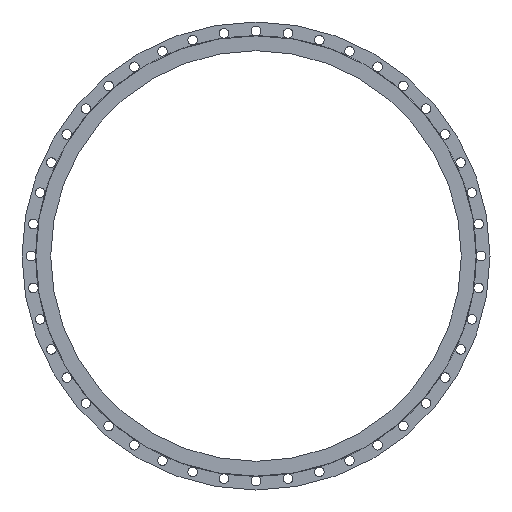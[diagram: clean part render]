
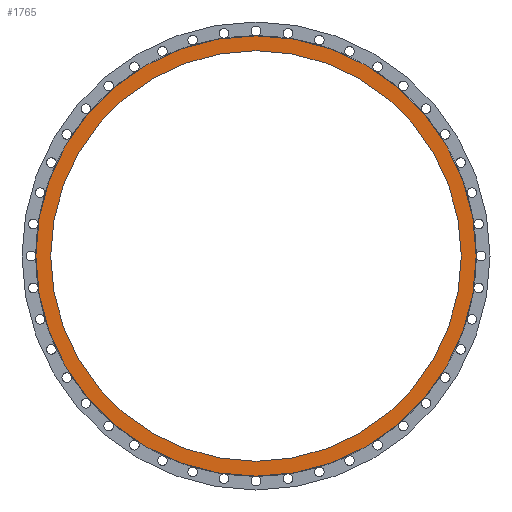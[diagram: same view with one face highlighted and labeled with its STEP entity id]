
A CAD part, left-side view. The second image highlights one B-rep face of the part: STEP entity #1765.
In plain terms, the highlighted planar face has unit normal (-1, 0, 0).
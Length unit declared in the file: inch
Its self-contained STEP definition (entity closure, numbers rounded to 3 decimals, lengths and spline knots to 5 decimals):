
#27 = ORIENTED_EDGE ( 'NONE', *, *, #2235, .T. ) ;
#105 = ORIENTED_EDGE ( 'NONE', *, *, #1935, .F. ) ;
#143 = DIRECTION ( 'NONE',  ( 0., 0., 1. ) ) ;
#227 = CARTESIAN_POINT ( 'NONE',  ( -0.14414, 0., 0. ) ) ;
#353 = EDGE_LOOP ( 'NONE', ( #105, #3732 ) ) ;
#393 = DIRECTION ( 'NONE',  ( 0., 0., 1. ) ) ;
#458 = DIRECTION ( 'NONE',  ( -1., 0., 0. ) ) ;
#560 = CARTESIAN_POINT ( 'NONE',  ( -0.14414, 0., -24.125 ) ) ;
#571 = VERTEX_POINT ( 'NONE', #2529 ) ;
#739 = DIRECTION ( 'NONE',  ( 0., 0., 1. ) ) ;
#942 = AXIS2_PLACEMENT_3D ( 'NONE', #2531, #458, #143 ) ;
#1250 = VERTEX_POINT ( 'NONE', #560 ) ;
#1368 = CARTESIAN_POINT ( 'NONE',  ( -0.14414, 0., 0. ) ) ;
#1579 = DIRECTION ( 'NONE',  ( -1., 0., 0. ) ) ;
#1657 = AXIS2_PLACEMENT_3D ( 'NONE', #3706, #2033, #393 ) ;
#1726 = CIRCLE ( 'NONE', #3274, 25.875 ) ;
#1765 = ADVANCED_FACE ( 'NONE', ( #3795, #3772 ), #2097, .T. ) ;
#1935 = EDGE_CURVE ( 'NONE', #2048, #1250, #3769, .T. ) ;
#2033 = DIRECTION ( 'NONE',  ( -1., 0., 0. ) ) ;
#2048 = VERTEX_POINT ( 'NONE', #3971 ) ;
#2087 = CARTESIAN_POINT ( 'NONE',  ( -0.14414, 0., 0. ) ) ;
#2097 = PLANE ( 'NONE',  #2706 ) ;
#2106 = ORIENTED_EDGE ( 'NONE', *, *, #4206, .T. ) ;
#2177 = EDGE_CURVE ( 'NONE', #1250, #2048, #4267, .T. ) ;
#2235 = EDGE_CURVE ( 'NONE', #571, #3727, #1726, .T. ) ;
#2351 = CARTESIAN_POINT ( 'NONE',  ( -0.14414, 0., 25.875 ) ) ;
#2449 = AXIS2_PLACEMENT_3D ( 'NONE', #2087, #3499, #3476 ) ;
#2525 = DIRECTION ( 'NONE',  ( 0., 0., 1. ) ) ;
#2529 = CARTESIAN_POINT ( 'NONE',  ( -0.14414, 0., -25.875 ) ) ;
#2531 = CARTESIAN_POINT ( 'NONE',  ( -0.14414, 0., 0. ) ) ;
#2706 = AXIS2_PLACEMENT_3D ( 'NONE', #1368, #4101, #739 ) ;
#3274 = AXIS2_PLACEMENT_3D ( 'NONE', #227, #1579, #2525 ) ;
#3296 = CIRCLE ( 'NONE', #2449, 25.875 ) ;
#3476 = DIRECTION ( 'NONE',  ( 0., 0., 1. ) ) ;
#3499 = DIRECTION ( 'NONE',  ( -1., 0., 0. ) ) ;
#3503 = EDGE_LOOP ( 'NONE', ( #2106, #27 ) ) ;
#3706 = CARTESIAN_POINT ( 'NONE',  ( -0.14414, 0., 0. ) ) ;
#3727 = VERTEX_POINT ( 'NONE', #2351 ) ;
#3732 = ORIENTED_EDGE ( 'NONE', *, *, #2177, .F. ) ;
#3769 = CIRCLE ( 'NONE', #942, 24.125 ) ;
#3772 = FACE_BOUND ( 'NONE', #353, .T. ) ;
#3795 = FACE_OUTER_BOUND ( 'NONE', #3503, .T. ) ;
#3971 = CARTESIAN_POINT ( 'NONE',  ( -0.14414, 0., 24.125 ) ) ;
#4101 = DIRECTION ( 'NONE',  ( -1., 0., 0. ) ) ;
#4206 = EDGE_CURVE ( 'NONE', #3727, #571, #3296, .T. ) ;
#4267 = CIRCLE ( 'NONE', #1657, 24.125 ) ;
